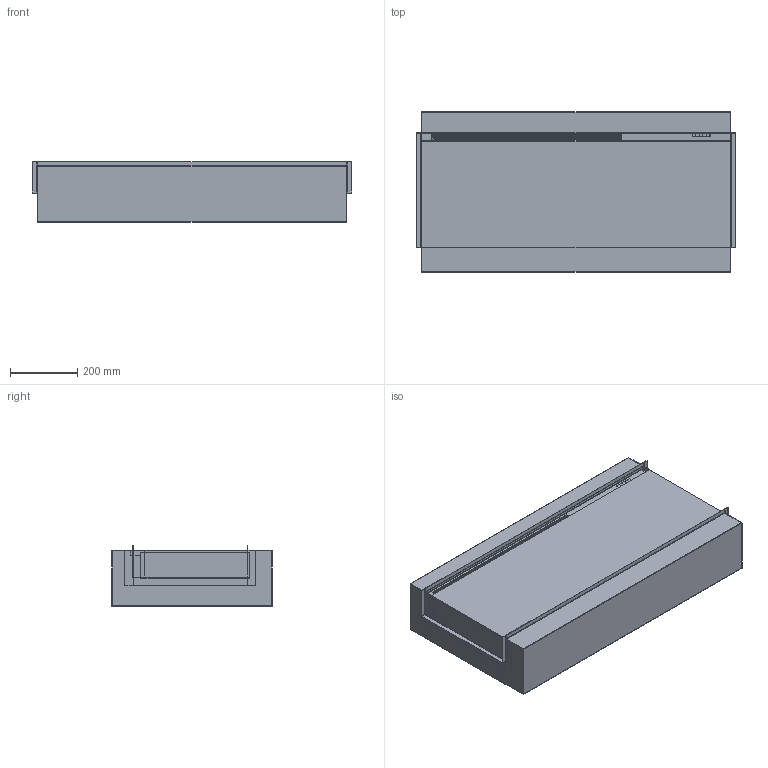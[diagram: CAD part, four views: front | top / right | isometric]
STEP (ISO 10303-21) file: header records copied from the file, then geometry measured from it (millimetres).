
FILE_DESCRIPTION (( 'STEP AP214' ), '1' );
FILE_NAME ('i920e.STEP', '2025-12-08T13:43:41', ( '' ), ( '' ), 'SwSTEP 2.0', 'SolidWorks 2024', '' );
FILE_SCHEMA (( 'AUTOMOTIVE_DESIGN' ));
Length unit declared in the file: millimetre
Products named in the file (1): i920e
Bounding box: 950 x 478 x 180 mm (x, y, z)
Volume: 2804623 mm3; surface area: 2911102.9 mm2
Topology: 18 solids, 18 shells, 7075 faces, 20997 edges, 13958 vertices
Faces by surface type: plane 7033, cylinder 42
Entity records: 238631 total; most frequent: CARTESIAN_POINT 42031, ORIENTED_EDGE 41994, DIRECTION 35233, EDGE_CURVE 20997, VECTOR 20913, LINE 20913, VERTEX_POINT 13958, EDGE_LOOP 10475
